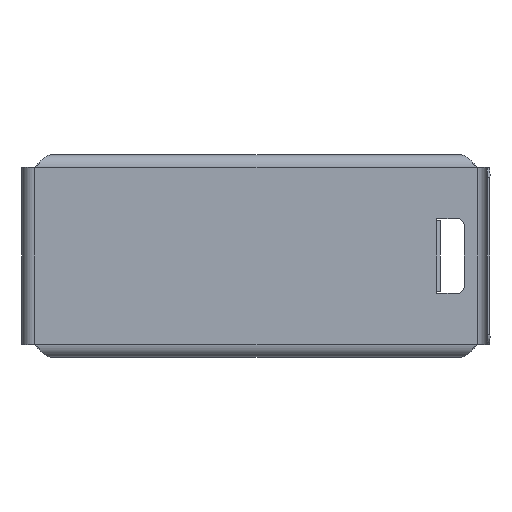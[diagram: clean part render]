
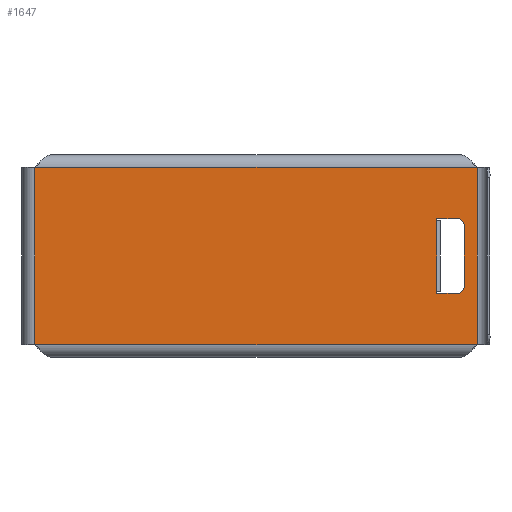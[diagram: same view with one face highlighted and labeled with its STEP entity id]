
A CAD part, left-side view. The second image highlights one B-rep face of the part: STEP entity #1647.
In plain terms, the highlighted planar face has unit normal (-1, 0, 0).
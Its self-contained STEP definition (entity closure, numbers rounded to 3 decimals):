
#862=CARTESIAN_POINT('POINT55',(-28.,
   -4.75,-3.5));
#863=VERTEX_POINT('VERTEX55',#862);
#888=CARTESIAN_POINT('POINT56',(-28.,
   -4.75,3.5));
#889=VERTEX_POINT('VERTEX56',#888);
#929=CARTESIAN_POINT('POINT57',(-28.,
   -8.75,8.75));
#930=VERTEX_POINT('VERTEX57',#929);
#1016=CARTESIAN_POINT('POINT59',(-28.,-8.75,
   -8.75));
#1017=VERTEX_POINT('VERTEX59',#1016);
#1235=CARTESIAN_POINT('POINT69',(-28.,35.,8.75));
#1236=VERTEX_POINT('VERTEX69',#1235);
#1270=CARTESIAN_POINT('POS139',(-28.,
   -4.75,-3.5));
#1271=DIRECTION('DIR198',(0.,0.,1.));
#1272=VECTOR('VEC80',#1271,1.);
#1273=LINE('STRAIGHT80',#1270,#1272);
#1274=EDGE_CURVE('EDGE109',#863,#889,#1273,.T.);
#1286=CARTESIAN_POINT('POINT70',(-28.,
   -4.75,-3.7));
#1287=VERTEX_POINT('VERTEX70',#1286);
#1288=CARTESIAN_POINT('POS141',(-28.,-4.75,
   -3.5));
#1289=DIRECTION('DIR201',(0.,0.,-1.));
#1290=VECTOR('VEC81',#1289,1.);
#1291=LINE('STRAIGHT81',#1288,#1290);
#1292=EDGE_CURVE('EDGE110',#863,#1287,#1291,.T.);
#1310=CARTESIAN_POINT('POINT71',(-28.,
   -6.75,-3.7));
#1311=VERTEX_POINT('VERTEX71',#1310);
#1320=CARTESIAN_POINT('POS145',(-28.,
   -4.75,-3.7));
#1321=DIRECTION('DIR206',(0.,-1.,0.));
#1322=VECTOR('VEC84',#1321,1.);
#1323=LINE('STRAIGHT84',#1320,#1322);
#1324=EDGE_CURVE('EDGE113',#1287,#1311,#1323,.T.);
#1334=CARTESIAN_POINT('POINT72',(-28.,
   -7.45,-3.));
#1335=VERTEX_POINT('VERTEX72',#1334);
#1344=CARTESIAN_POINT('POS148',(-28.,
   -6.75,-3.));
#1345=DIRECTION('DIR210',(1.,0.,
   0.));
#1346=DIRECTION('DIR211',(0.,-1.,
   0.));
#1347=AXIS2_PLACEMENT_3D('AXIS63',#1344,#1345,#1346);
#1348=CIRCLE('ELLIPSE23',#1347,0.7);
#1349=EDGE_CURVE('EDGE115',#1335,#1311,#1348,.T.);
#1359=CARTESIAN_POINT('POINT73',(-28.,
   -7.45,3.));
#1360=VERTEX_POINT('VERTEX73',#1359);
#1369=CARTESIAN_POINT('POS151',(-28.,
   -7.45,-3.));
#1370=DIRECTION('DIR215',(0.,0.,1.));
#1371=VECTOR('VEC87',#1370,1.);
#1372=LINE('STRAIGHT87',#1369,#1371);
#1373=EDGE_CURVE('EDGE117',#1335,#1360,#1372,.T.);
#1383=CARTESIAN_POINT('POINT74',(-28.,
   -6.75,3.7));
#1384=VERTEX_POINT('VERTEX74',#1383);
#1393=CARTESIAN_POINT('POS154',(-28.,
   -6.75,3.));
#1394=DIRECTION('DIR219',(1.,0.,
   0.));
#1395=DIRECTION('DIR220',(0.,0.,1.));
#1396=AXIS2_PLACEMENT_3D('AXIS66',#1393,#1394,#1395);
#1397=CIRCLE('ELLIPSE24',#1396,0.7);
#1398=EDGE_CURVE('EDGE119',#1384,#1360,#1397,.T.);
#1408=CARTESIAN_POINT('POINT75',(-28.,
   -4.75,3.7));
#1409=VERTEX_POINT('VERTEX75',#1408);
#1418=CARTESIAN_POINT('POS157',(-28.,
   -6.75,3.7));
#1419=DIRECTION('DIR224',(0.,1.,0.));
#1420=VECTOR('VEC90',#1419,1.);
#1421=LINE('STRAIGHT90',#1418,#1420);
#1422=EDGE_CURVE('EDGE121',#1384,#1409,#1421,.T.);
#1434=CARTESIAN_POINT('POS159',(-28.,-4.75,
   3.7));
#1435=DIRECTION('DIR227',(0.,0.,-1.));
#1436=VECTOR('VEC91',#1435,1.);
#1437=LINE('STRAIGHT91',#1434,#1436);
#1438=EDGE_CURVE('EDGE122',#1409,#889,#1437,.T.);
#1449=CARTESIAN_POINT('POS161',(-28.,35.,8.75));
#1450=DIRECTION('DIR230',(0.,-1.,
   0.));
#1451=VECTOR('VEC92',#1450,1.);
#1452=LINE('STRAIGHT92',#1449,#1451);
#1453=EDGE_CURVE('EDGE123',#1236,#930,#1452,.T.);
#1470=CARTESIAN_POINT('POINT76',(-28.,-8.75,
   0.));
#1471=VERTEX_POINT('VERTEX76',#1470);
#1472=CARTESIAN_POINT('POS163',(-28.,
   -8.75,0.));
#1473=DIRECTION('DIR233',(0.,0.,1.));
#1474=VECTOR('VEC93',#1473,1.);
#1475=LINE('STRAIGHT93',#1472,#1474);
#1476=EDGE_CURVE('EDGE124',#1471,#930,#1475,.T.);
#1478=CARTESIAN_POINT('POS164',(-28.,
   -8.75,0.));
#1479=DIRECTION('DIR234',(0.,0.,-1.));
#1480=VECTOR('VEC94',#1479,1.);
#1481=LINE('STRAIGHT94',#1478,#1480);
#1482=EDGE_CURVE('EDGE125',#1471,#1017,#1481,.T.);
#1494=CARTESIAN_POINT('POINT77',(-28.,35.,-8.75));
#1495=VERTEX_POINT('VERTEX77',#1494);
#1496=CARTESIAN_POINT('POS166',(-28.,35.,-8.75));
#1497=DIRECTION('DIR237',(0.,-1.,
   0.));
#1498=VECTOR('VEC95',#1497,1.);
#1499=LINE('STRAIGHT95',#1496,#1498);
#1500=EDGE_CURVE('EDGE126',#1495,#1017,#1499,.T.);
#1612=ORIENTED_EDGE('COEDGE251',*,*,#1500,.T.);
#1613=ORIENTED_EDGE('COEDGE252',*,*,#1482,.F.);
#1614=ORIENTED_EDGE('COEDGE253',*,*,#1476,.T.);
#1615=ORIENTED_EDGE('COEDGE254',*,*,#1453,.F.);
#1616=CARTESIAN_POINT('POINT82',(-28.,35.,0.));
#1617=VERTEX_POINT('VERTEX82',#1616);
#1618=CARTESIAN_POINT('POS177',(-28.,35.,0.));
#1619=DIRECTION('DIR254',(0.,0.,1.));
#1620=VECTOR('VEC100',#1619,1.);
#1621=LINE('STRAIGHT100',#1618,#1620);
#1622=EDGE_CURVE('EDGE135',#1617,#1236,#1621,.T.);
#1623=ORIENTED_EDGE('COEDGE255',*,*,#1622,.F.);
#1624=CARTESIAN_POINT('POS178',(-28.,35.,0.));
#1625=DIRECTION('DIR255',(0.,0.,-1.));
#1626=VECTOR('VEC101',#1625,1.);
#1627=LINE('STRAIGHT101',#1624,#1626);
#1628=EDGE_CURVE('EDGE136',#1617,#1495,#1627,.T.);
#1629=ORIENTED_EDGE('COEDGE256',*,*,#1628,.T.);
#1630=EDGE_LOOP('NONE',(#1612,#1613,#1614,#1615,#1623,#1629));
#1631=FACE_BOUND('LOOP1',#1630,.T.);
#1632=ORIENTED_EDGE('COEDGE257',*,*,#1438,.F.);
#1633=ORIENTED_EDGE('COEDGE258',*,*,#1422,.F.);
#1634=ORIENTED_EDGE('COEDGE259',*,*,#1398,.T.);
#1635=ORIENTED_EDGE('COEDGE260',*,*,#1373,.F.);
#1636=ORIENTED_EDGE('COEDGE261',*,*,#1349,.T.);
#1637=ORIENTED_EDGE('COEDGE262',*,*,#1324,.F.);
#1638=ORIENTED_EDGE('COEDGE263',*,*,#1292,.F.);
#1639=ORIENTED_EDGE('COEDGE264',*,*,#1274,.T.);
#1640=EDGE_LOOP('NONE',(#1632,#1633,#1634,#1635,#1636,#1637,#1638,#1639)
   );
#1641=FACE_BOUND('LOOP1',#1640,.T.);
#1642=CARTESIAN_POINT('POS179',(-28.,-8.75,
   0.));
#1643=DIRECTION('DIR256',(1.,0.,0.));
#1644=DIRECTION('DIR257',(0.,1.,0.));
#1645=AXIS2_PLACEMENT_3D('AXIS78',#1642,#1643,#1644);
#1646=PLANE('PLANE34',#1645);
#1647=ADVANCED_FACE('FACE55',(#1631,#1641),#1646,.F.);
